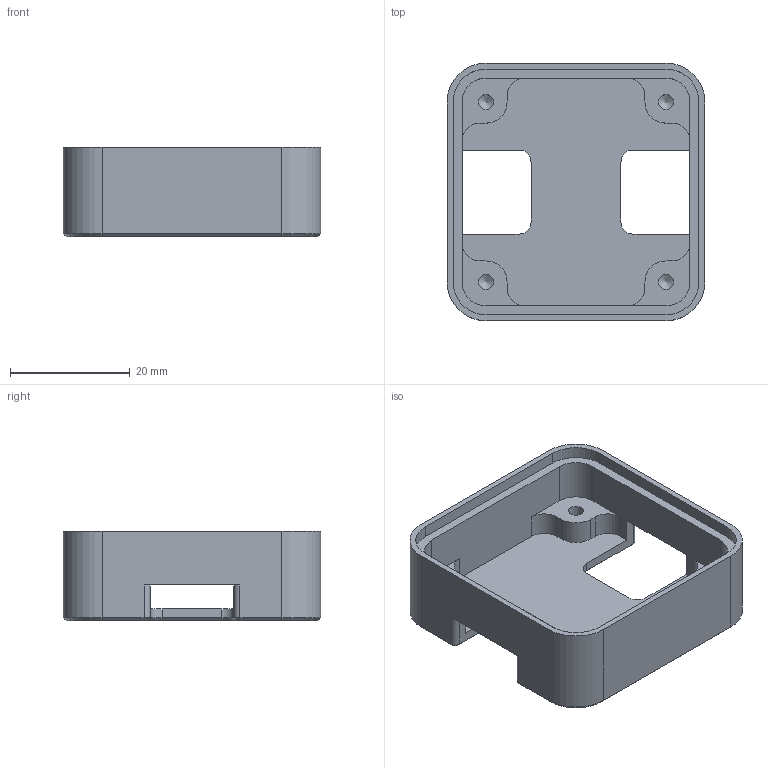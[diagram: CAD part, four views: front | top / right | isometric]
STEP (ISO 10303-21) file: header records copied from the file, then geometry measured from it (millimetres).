
FILE_DESCRIPTION(/* description */ (''),/* implementation_level */ '2;1');
FILE_NAME(/* name */ 'simplest_enclosure_pcbway__upir.step',/* time_stamp */ '2023-04-24T09:50:40+02:00',/* author */ (''),/* organization */ (''),/* preprocessor_version */ 'ST-DEVELOPER v19.2',/* originating_system */ 'Autodesk Translation Framework v12.4.0.73',/* authorisation */ '');
FILE_SCHEMA (('AUTOMOTIVE_DESIGN { 1 0 10303 214 3 1 1 }'));
Length unit declared in the file: millimetre
Products named in the file (1): simplest_enclosure
Bounding box: 43 x 43 x 15 mm (x, y, z)
Volume: 7838.7 mm3; surface area: 7247.7 mm2
Topology: 1 solids, 1 shells, 100 faces, 272 edges, 172 vertices
Faces by surface type: plane 48, cylinder 36, cone 16
Full cylindrical faces by diameter (mm): 2.529 x4
Entity records: 3153 total; most frequent: DIRECTION 554, CARTESIAN_POINT 541, ORIENTED_EDGE 536, EDGE_CURVE 268, AXIS2_PLACEMENT_3D 185, LINE 184, VECTOR 184, VERTEX_POINT 172
